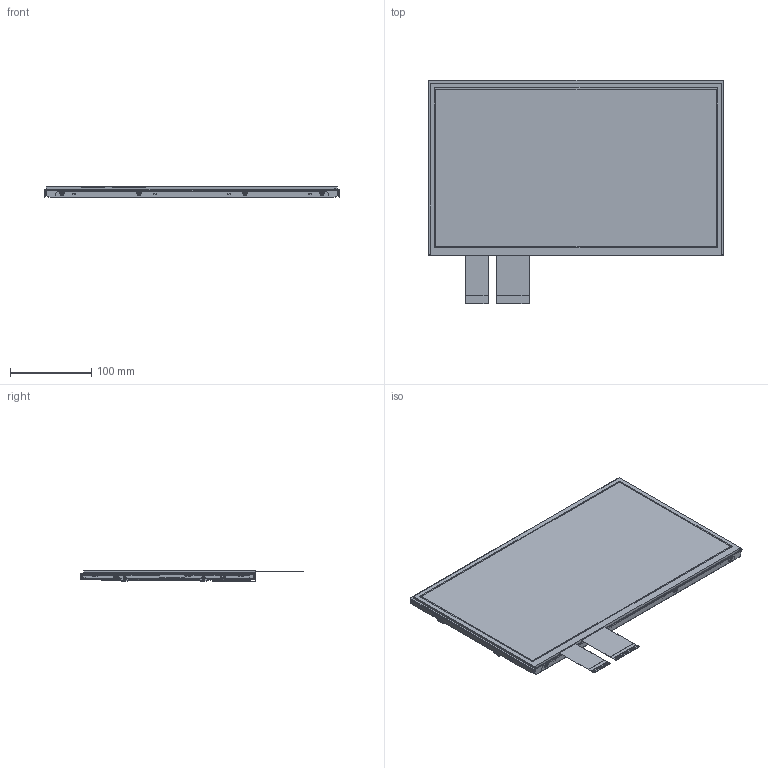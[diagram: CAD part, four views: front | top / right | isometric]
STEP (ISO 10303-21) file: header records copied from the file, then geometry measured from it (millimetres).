
FILE_DESCRIPTION(/* description */ (''),/* implementation_level */ '2;1');
FILE_NAME(/* name */ 'HP_TK-SPA156FH-11.stp',/* time_stamp */ '2023-05-22T16:34:42+09:00',/* author */ ('KIKOU-CAD2'),/* organization */ (''),/* preprocessor_version */ 'ST-DEVELOPER v18.1',/* originating_system */ 'Autodesk Inventor 2020',/* authorisation */ '');
FILE_SCHEMA (('AUTOMOTIVE_DESIGN { 1 0 10303 214 3 1 1 }'));
Products named in the file (1): HP_TK-SPA156FH-11
Bounding box: 363.8 x 275.37 x 12.77 mm (x, y, z)
Volume: 288795 mm3; surface area: 538060.6 mm2
Topology: 2 solids, 2 shells, 5124 faces, 14471 edges, 9144 vertices
Faces by surface type: plane 3312, cylinder 1484, bspline 203, cone 72, torus 36, sphere 17
Full cylindrical faces by diameter (mm): 0.5 x2, 0.9 x4, 2.5 x4, 2.6 x4, 3.05 x4, 4 x4, 4.2 x4, 4.5 x3
Entity records: 187737 total; most frequent: CARTESIAN_POINT 54020, ORIENTED_EDGE 28918, DIRECTION 26976, EDGE_CURVE 14459, LINE 10748, VECTOR 10748, VERTEX_POINT 9144, AXIS2_PLACEMENT_3D 8114
